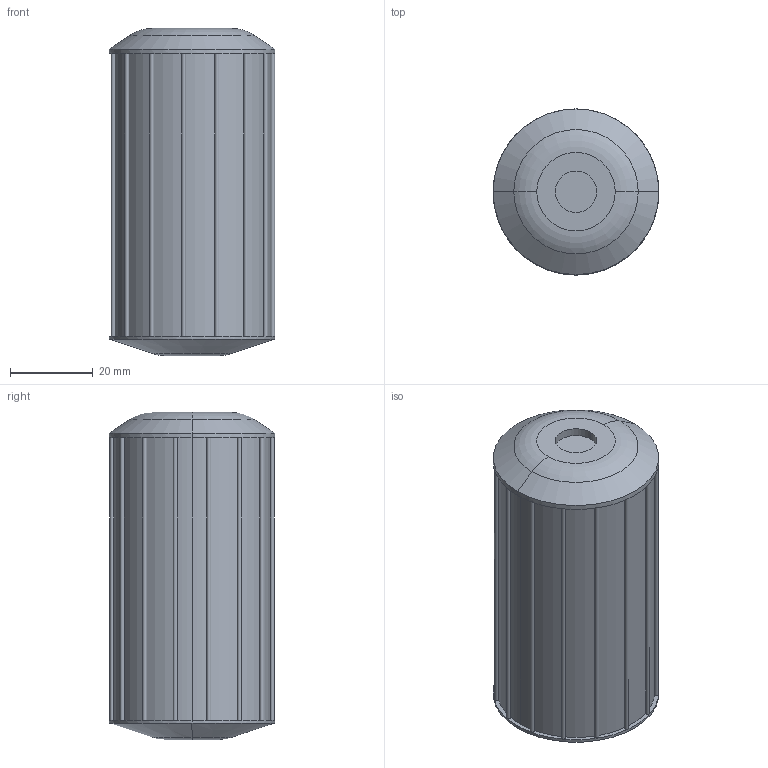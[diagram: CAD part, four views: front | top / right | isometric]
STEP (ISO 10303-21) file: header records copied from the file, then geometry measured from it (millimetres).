
FILE_DESCRIPTION (( 'STEP AP203' ), '1' );
FILE_NAME ('hab 1.par_Défaut_sldprt.STEP', '2024-03-20T04:11:19', ( '' ), ( '' ), 'SwSTEP 2.0', 'SolidWorks 2022', '' );
FILE_SCHEMA (( 'CONFIG_CONTROL_DESIGN' ));
Length unit declared in the file: millimetre
Products named in the file (1): hab 1.par_Défaut_sldprt
Bounding box: 40 x 40 x 79 mm (x, y, z)
Volume: 86773.2 mm3; surface area: 13746.8 mm2
Topology: 1 solids, 1 shells, 53 faces, 133 edges, 86 vertices
Faces by surface type: cylinder 39, plane 6, cone 4, torus 4
Entity records: 1710 total; most frequent: DIRECTION 331, CARTESIAN_POINT 273, ORIENTED_EDGE 266, AXIS2_PLACEMENT_3D 144, EDGE_CURVE 133, CIRCLE 90, VERTEX_POINT 86, EDGE_LOOP 57
